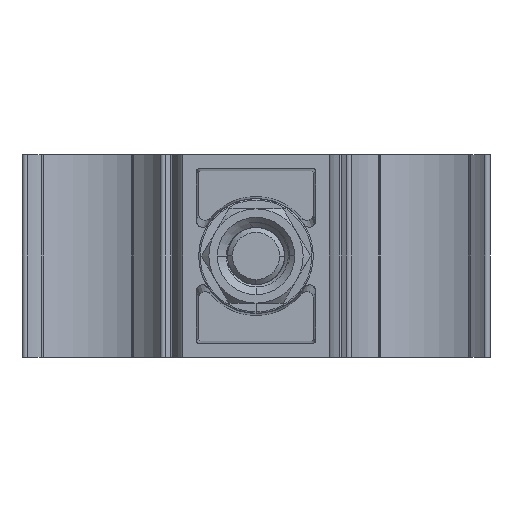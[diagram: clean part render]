
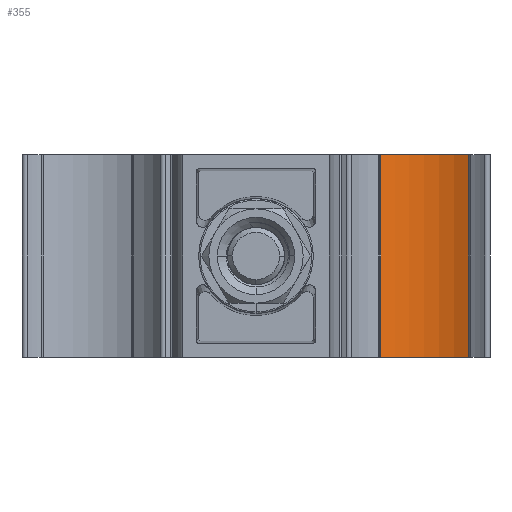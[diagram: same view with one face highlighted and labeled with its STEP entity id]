
A CAD part, front view. The second image highlights one B-rep face of the part: STEP entity #355.
In plain terms, the highlighted cylindrical face has radius 14.1 mm (diameter 28.2 mm), a partial arc.
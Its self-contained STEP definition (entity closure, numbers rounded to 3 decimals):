
#355 = ADVANCED_FACE ( 'NONE', ( #6541 ), #10976, .F. ) ;
#665 = DIRECTION ( 'NONE',  ( -0.46, 0.888, 0. ) ) ;
#900 = ORIENTED_EDGE ( 'NONE', *, *, #18660, .T. ) ;
#1918 = DIRECTION ( 'NONE',  ( -1., 0., 0. ) ) ;
#2713 = VERTEX_POINT ( 'NONE', #11069 ) ;
#2741 = CARTESIAN_POINT ( 'NONE',  ( 31.492, 12.517, 15. ) ) ;
#3343 = EDGE_CURVE ( 'NONE', #12051, #11112, #10487, .T. ) ;
#3408 = CARTESIAN_POINT ( 'NONE',  ( 18.508, 12.517, -15. ) ) ;
#3418 = CARTESIAN_POINT ( 'NONE',  ( 31.492, 12.517, 15. ) ) ;
#4092 = AXIS2_PLACEMENT_3D ( 'NONE', #6780, #12386, #5249 ) ;
#5249 = DIRECTION ( 'NONE',  ( 0.46, 0.888, 0. ) ) ;
#6541 = FACE_OUTER_BOUND ( 'NONE', #15536, .T. ) ;
#6780 = CARTESIAN_POINT ( 'NONE',  ( 25., 0., 15. ) ) ;
#7954 = CARTESIAN_POINT ( 'NONE',  ( 25., 0., -15. ) ) ;
#8081 = VECTOR ( 'NONE', #16500, 1000. ) ;
#8084 = CARTESIAN_POINT ( 'NONE',  ( 25., 0., -15. ) ) ;
#9405 = CIRCLE ( 'NONE', #16787, 14.1 ) ;
#9788 = CARTESIAN_POINT ( 'NONE',  ( 18.508, 12.517, -15. ) ) ;
#10015 = AXIS2_PLACEMENT_3D ( 'NONE', #8084, #18389, #1918 ) ;
#10487 = CIRCLE ( 'NONE', #4092, 14.1 ) ;
#10976 = CYLINDRICAL_SURFACE ( 'NONE', #10015, 14.1 ) ;
#11069 = CARTESIAN_POINT ( 'NONE',  ( 31.492, 12.517, -15. ) ) ;
#11112 = VERTEX_POINT ( 'NONE', #11813 ) ;
#11802 = EDGE_CURVE ( 'NONE', #12051, #2713, #13723, .T. ) ;
#11813 = CARTESIAN_POINT ( 'NONE',  ( 18.508, 12.517, 15. ) ) ;
#12051 = VERTEX_POINT ( 'NONE', #2741 ) ;
#12386 = DIRECTION ( 'NONE',  ( 0., 0., 1. ) ) ;
#12479 = ORIENTED_EDGE ( 'NONE', *, *, #16336, .F. ) ;
#13426 = DIRECTION ( 'NONE',  ( 0., 0., 1. ) ) ;
#13723 = LINE ( 'NONE', #3418, #8081 ) ;
#14363 = VECTOR ( 'NONE', #13426, 1000. ) ;
#15270 = ORIENTED_EDGE ( 'NONE', *, *, #11802, .F. ) ;
#15406 = ORIENTED_EDGE ( 'NONE', *, *, #3343, .T. ) ;
#15536 = EDGE_LOOP ( 'NONE', ( #900, #15270, #15406, #12479 ) ) ;
#16336 = EDGE_CURVE ( 'NONE', #17875, #11112, #16590, .T. ) ;
#16500 = DIRECTION ( 'NONE',  ( 0., 0., -1. ) ) ;
#16590 = LINE ( 'NONE', #3408, #14363 ) ;
#16787 = AXIS2_PLACEMENT_3D ( 'NONE', #7954, #18267, #665 ) ;
#17875 = VERTEX_POINT ( 'NONE', #9788 ) ;
#18267 = DIRECTION ( 'NONE',  ( 0., 0., -1. ) ) ;
#18389 = DIRECTION ( 'NONE',  ( 0., 0., -1. ) ) ;
#18660 = EDGE_CURVE ( 'NONE', #17875, #2713, #9405, .T. ) ;
